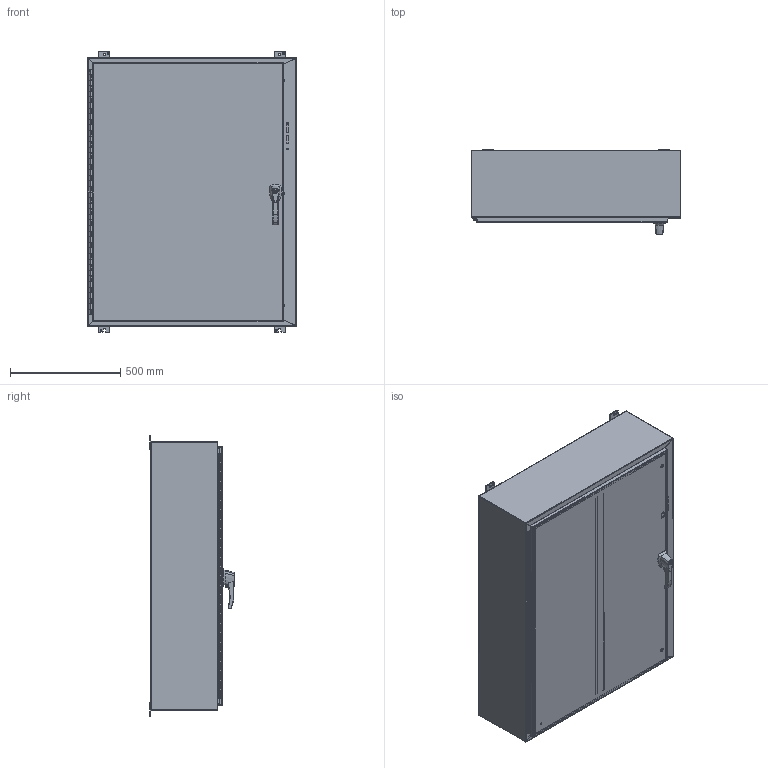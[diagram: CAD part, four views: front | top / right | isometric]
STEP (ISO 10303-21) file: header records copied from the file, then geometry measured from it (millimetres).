
FILE_DESCRIPTION (( 'STEP AP203' ), '1' );
FILE_NAME ('1447SK12HK_Default.step', '2019-11-12T13:26:04', ( '' ), ( '' ), 'SwSTEP 2.0', 'SolidWorks 2019', '' );
FILE_SCHEMA (( 'CONFIG_CONTROL_DESIGN' ));
Length unit declared in the file: inch
Products named in the file (1): 1447SK12HK_Default
Bounding box: 949.33 x 385.5 x 1276.35 mm (x, y, z)
Volume: 10676271.7 mm3; surface area: 10794370.2 mm2
Topology: 71 solids, 72 shells, 2066 faces, 5222 edges, 3361 vertices
Faces by surface type: plane 1036, cylinder 828, bspline 139, cone 63
Entity records: 100200 total; most frequent: CARTESIAN_POINT 50415, ORIENTED_EDGE 10432, DIRECTION 10171, EDGE_CURVE 5216, AXIS2_PLACEMENT_3D 3505, VERTEX_POINT 3361, VECTOR 3161, LINE 3161
